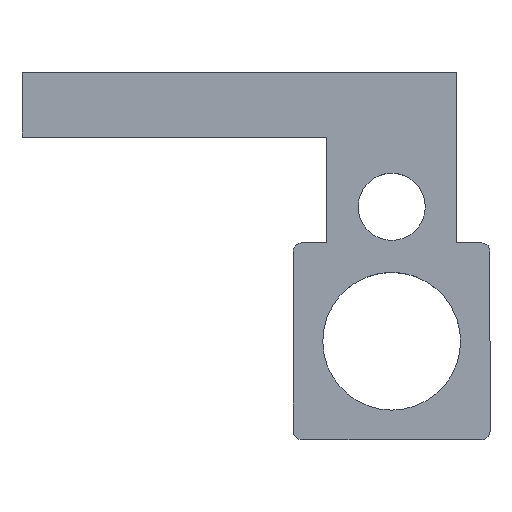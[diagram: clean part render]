
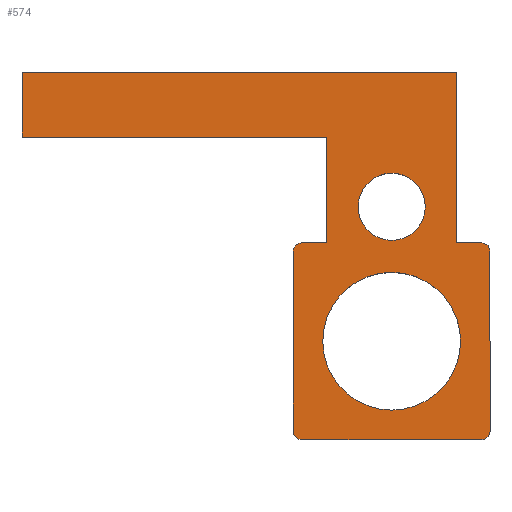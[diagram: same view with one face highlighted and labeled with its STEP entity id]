
A CAD part, top view. The second image highlights one B-rep face of the part: STEP entity #574.
In plain terms, the highlighted planar face has unit normal (0, 0, 1).
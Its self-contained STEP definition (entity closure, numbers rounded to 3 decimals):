
#3 = EDGE_CURVE ( 'NONE', #313, #225, #485, .T. ) ;
#11 = CARTESIAN_POINT ( 'NONE',  ( -5.35, 5.35, 4. ) ) ;
#15 = VERTEX_POINT ( 'NONE', #467 ) ;
#17 = LINE ( 'NONE', #718, #70 ) ;
#18 = AXIS2_PLACEMENT_3D ( 'NONE', #11, #452, #340 ) ;
#33 = VERTEX_POINT ( 'NONE', #50 ) ;
#42 = ORIENTED_EDGE ( 'NONE', *, *, #608, .F. ) ;
#44 = LINE ( 'NONE', #84, #202 ) ;
#45 = CARTESIAN_POINT ( 'NONE',  ( -22., 0., 4. ) ) ;
#50 = CARTESIAN_POINT ( 'NONE',  ( -5.35, 5.85, 4. ) ) ;
#58 = DIRECTION ( 'NONE',  ( 1., 0., 0. ) ) ;
#70 = VECTOR ( 'NONE', #110, 1000. ) ;
#71 = CARTESIAN_POINT ( 'NONE',  ( 0., 0., 4. ) ) ;
#72 = PLANE ( 'NONE',  #547 ) ;
#74 = EDGE_LOOP ( 'NONE', ( #560, #234 ) ) ;
#84 = CARTESIAN_POINT ( 'NONE',  ( 0., 5.85, 4. ) ) ;
#86 = CARTESIAN_POINT ( 'NONE',  ( 2., 8., 4. ) ) ;
#91 = CARTESIAN_POINT ( 'NONE',  ( -5.35, -5.85, 4. ) ) ;
#95 = CARTESIAN_POINT ( 'NONE',  ( 3.85, 16., 4. ) ) ;
#109 = EDGE_CURVE ( 'NONE', #721, #519, #251, .T. ) ;
#110 = DIRECTION ( 'NONE',  ( -1., 0., 0. ) ) ;
#123 = EDGE_LOOP ( 'NONE', ( #126, #311, #328, #513, #688, #130, #527, #265, #378, #42, #612, #354, #383, #542 ) ) ;
#124 = CARTESIAN_POINT ( 'NONE',  ( 5.85, 5.35, 4. ) ) ;
#126 = ORIENTED_EDGE ( 'NONE', *, *, #682, .F. ) ;
#130 = ORIENTED_EDGE ( 'NONE', *, *, #414, .T. ) ;
#133 = DIRECTION ( 'NONE',  ( 0., -1., 0. ) ) ;
#147 = DIRECTION ( 'NONE',  ( 0., 0., 1. ) ) ;
#148 = EDGE_CURVE ( 'NONE', #15, #410, #325, .T. ) ;
#150 = VECTOR ( 'NONE', #245, 1000. ) ;
#153 = DIRECTION ( 'NONE',  ( 0., 1., 0. ) ) ;
#154 = EDGE_CURVE ( 'NONE', #519, #721, #216, .T. ) ;
#161 = VERTEX_POINT ( 'NONE', #256 ) ;
#162 = VERTEX_POINT ( 'NONE', #196 ) ;
#163 = CARTESIAN_POINT ( 'NONE',  ( -3.85, 12.15, 4. ) ) ;
#167 = VECTOR ( 'NONE', #153, 1000. ) ;
#170 = CARTESIAN_POINT ( 'NONE',  ( 4.1, 0., 4. ) ) ;
#175 = EDGE_CURVE ( 'NONE', #377, #15, #617, .T. ) ;
#190 = AXIS2_PLACEMENT_3D ( 'NONE', #623, #564, #451 ) ;
#196 = CARTESIAN_POINT ( 'NONE',  ( -3.85, 5.85, 4. ) ) ;
#201 = VERTEX_POINT ( 'NONE', #91 ) ;
#202 = VECTOR ( 'NONE', #484, 1000. ) ;
#209 = DIRECTION ( 'NONE',  ( 0., 1., 0. ) ) ;
#212 = CARTESIAN_POINT ( 'NONE',  ( 0., 8., 4. ) ) ;
#214 = DIRECTION ( 'NONE',  ( 1., 0., 0. ) ) ;
#216 = CIRCLE ( 'NONE', #509, 4.1 ) ;
#219 = LINE ( 'NONE', #368, #395 ) ;
#225 = VERTEX_POINT ( 'NONE', #86 ) ;
#234 = ORIENTED_EDGE ( 'NONE', *, *, #435, .F. ) ;
#237 = CARTESIAN_POINT ( 'NONE',  ( 3.85, 5.85, 4. ) ) ;
#240 = VECTOR ( 'NONE', #209, 1000. ) ;
#245 = DIRECTION ( 'NONE',  ( -1., 0., 0. ) ) ;
#246 = LINE ( 'NONE', #475, #614 ) ;
#251 = CIRCLE ( 'NONE', #260, 4.1 ) ;
#256 = CARTESIAN_POINT ( 'NONE',  ( -5.85, -5.35, 4. ) ) ;
#257 = CARTESIAN_POINT ( 'NONE',  ( 0., 0., 4. ) ) ;
#260 = AXIS2_PLACEMENT_3D ( 'NONE', #318, #706, #432 ) ;
#261 = DIRECTION ( 'NONE',  ( 0., 0., 1. ) ) ;
#265 = ORIENTED_EDGE ( 'NONE', *, *, #279, .F. ) ;
#270 = CARTESIAN_POINT ( 'NONE',  ( 5.85, 0., 4. ) ) ;
#271 = DIRECTION ( 'NONE',  ( 0., 0., 1. ) ) ;
#279 = EDGE_CURVE ( 'NONE', #161, #418, #447, .T. ) ;
#289 = EDGE_CURVE ( 'NONE', #161, #201, #297, .T. ) ;
#297 = CIRCLE ( 'NONE', #352, 0.5 ) ;
#298 = DIRECTION ( 'NONE',  ( 0., 0., 1. ) ) ;
#309 = DIRECTION ( 'NONE',  ( 1., 0., 0. ) ) ;
#311 = ORIENTED_EDGE ( 'NONE', *, *, #677, .F. ) ;
#312 = CARTESIAN_POINT ( 'NONE',  ( 0., 12.15, 4. ) ) ;
#313 = VERTEX_POINT ( 'NONE', #506 ) ;
#314 = ORIENTED_EDGE ( 'NONE', *, *, #109, .F. ) ;
#317 = FACE_BOUND ( 'NONE', #74, .T. ) ;
#318 = CARTESIAN_POINT ( 'NONE',  ( 0., 0., 4. ) ) ;
#325 = LINE ( 'NONE', #45, #167 ) ;
#328 = ORIENTED_EDGE ( 'NONE', *, *, #148, .F. ) ;
#330 = LINE ( 'NONE', #518, #501 ) ;
#334 = EDGE_CURVE ( 'NONE', #611, #627, #516, .T. ) ;
#335 = VERTEX_POINT ( 'NONE', #95 ) ;
#340 = DIRECTION ( 'NONE',  ( 1., 0., 0. ) ) ;
#345 = VECTOR ( 'NONE', #415, 1000. ) ;
#348 = CIRCLE ( 'NONE', #190, 0.5 ) ;
#351 = DIRECTION ( 'NONE',  ( 0., 1., 0. ) ) ;
#352 = AXIS2_PLACEMENT_3D ( 'NONE', #389, #261, #214 ) ;
#354 = ORIENTED_EDGE ( 'NONE', *, *, #334, .T. ) ;
#368 = CARTESIAN_POINT ( 'NONE',  ( 3.85, 0., 4. ) ) ;
#372 = CARTESIAN_POINT ( 'NONE',  ( 0., 16., 4. ) ) ;
#377 = VERTEX_POINT ( 'NONE', #163 ) ;
#378 = ORIENTED_EDGE ( 'NONE', *, *, #289, .T. ) ;
#383 = ORIENTED_EDGE ( 'NONE', *, *, #417, .T. ) ;
#389 = CARTESIAN_POINT ( 'NONE',  ( -5.35, -5.35, 4. ) ) ;
#395 = VECTOR ( 'NONE', #133, 1000. ) ;
#399 = CARTESIAN_POINT ( 'NONE',  ( 0., 8., 4. ) ) ;
#410 = VERTEX_POINT ( 'NONE', #613 ) ;
#412 = DIRECTION ( 'NONE',  ( 1., 0., 0. ) ) ;
#414 = EDGE_CURVE ( 'NONE', #162, #33, #17, .T. ) ;
#415 = DIRECTION ( 'NONE',  ( 1., 0., 0. ) ) ;
#417 = EDGE_CURVE ( 'NONE', #627, #719, #348, .T. ) ;
#418 = VERTEX_POINT ( 'NONE', #709 ) ;
#422 = FACE_OUTER_BOUND ( 'NONE', #123, .T. ) ;
#423 = AXIS2_PLACEMENT_3D ( 'NONE', #522, #298, #524 ) ;
#430 = EDGE_LOOP ( 'NONE', ( #314, #504 ) ) ;
#432 = DIRECTION ( 'NONE',  ( 1., 0., 0. ) ) ;
#435 = EDGE_CURVE ( 'NONE', #225, #313, #472, .T. ) ;
#447 = LINE ( 'NONE', #604, #240 ) ;
#450 = DIRECTION ( 'NONE',  ( 0., 0., 1. ) ) ;
#451 = DIRECTION ( 'NONE',  ( 1., 0., 0. ) ) ;
#452 = DIRECTION ( 'NONE',  ( 0., 0., -1. ) ) ;
#467 = CARTESIAN_POINT ( 'NONE',  ( -22., 12.15, 4. ) ) ;
#472 = CIRCLE ( 'NONE', #668, 2. ) ;
#475 = CARTESIAN_POINT ( 'NONE',  ( 0., -5.85, 4. ) ) ;
#480 = LINE ( 'NONE', #372, #345 ) ;
#483 = CARTESIAN_POINT ( 'NONE',  ( 5.35, 5.85, 4. ) ) ;
#484 = DIRECTION ( 'NONE',  ( -1., 0., 0. ) ) ;
#485 = CIRCLE ( 'NONE', #500, 2. ) ;
#491 = CIRCLE ( 'NONE', #423, 0.5 ) ;
#500 = AXIS2_PLACEMENT_3D ( 'NONE', #212, #271, #665 ) ;
#501 = VECTOR ( 'NONE', #351, 1000. ) ;
#504 = ORIENTED_EDGE ( 'NONE', *, *, #154, .F. ) ;
#506 = CARTESIAN_POINT ( 'NONE',  ( -2., 8., 4. ) ) ;
#509 = AXIS2_PLACEMENT_3D ( 'NONE', #257, #147, #309 ) ;
#513 = ORIENTED_EDGE ( 'NONE', *, *, #175, .F. ) ;
#515 = EDGE_CURVE ( 'NONE', #162, #377, #330, .T. ) ;
#516 = LINE ( 'NONE', #270, #587 ) ;
#518 = CARTESIAN_POINT ( 'NONE',  ( -3.85, 0., 4. ) ) ;
#519 = VERTEX_POINT ( 'NONE', #170 ) ;
#522 = CARTESIAN_POINT ( 'NONE',  ( 5.35, -5.35, 4. ) ) ;
#524 = DIRECTION ( 'NONE',  ( 1., 0., 0. ) ) ;
#527 = ORIENTED_EDGE ( 'NONE', *, *, #532, .F. ) ;
#532 = EDGE_CURVE ( 'NONE', #418, #33, #714, .T. ) ;
#538 = CARTESIAN_POINT ( 'NONE',  ( -4.1, 0., 4. ) ) ;
#542 = ORIENTED_EDGE ( 'NONE', *, *, #693, .T. ) ;
#545 = EDGE_CURVE ( 'NONE', #584, #611, #491, .T. ) ;
#547 = AXIS2_PLACEMENT_3D ( 'NONE', #71, #687, #412 ) ;
#560 = ORIENTED_EDGE ( 'NONE', *, *, #3, .F. ) ;
#564 = DIRECTION ( 'NONE',  ( 0., 0., 1. ) ) ;
#573 = DIRECTION ( 'NONE',  ( -1., 0., 0. ) ) ;
#574 = ADVANCED_FACE ( 'NONE', ( #317, #422, #697 ), #72, .T. ) ;
#584 = VERTEX_POINT ( 'NONE', #685 ) ;
#587 = VECTOR ( 'NONE', #658, 1000. ) ;
#604 = CARTESIAN_POINT ( 'NONE',  ( -5.85, 0., 4. ) ) ;
#608 = EDGE_CURVE ( 'NONE', #584, #201, #246, .T. ) ;
#611 = VERTEX_POINT ( 'NONE', #626 ) ;
#612 = ORIENTED_EDGE ( 'NONE', *, *, #545, .T. ) ;
#613 = CARTESIAN_POINT ( 'NONE',  ( -22., 16., 4. ) ) ;
#614 = VECTOR ( 'NONE', #573, 1000. ) ;
#617 = LINE ( 'NONE', #312, #150 ) ;
#623 = CARTESIAN_POINT ( 'NONE',  ( 5.35, 5.35, 4. ) ) ;
#626 = CARTESIAN_POINT ( 'NONE',  ( 5.85, -5.35, 4. ) ) ;
#627 = VERTEX_POINT ( 'NONE', #124 ) ;
#646 = VERTEX_POINT ( 'NONE', #237 ) ;
#658 = DIRECTION ( 'NONE',  ( 0., 1., 0. ) ) ;
#665 = DIRECTION ( 'NONE',  ( 1., 0., 0. ) ) ;
#668 = AXIS2_PLACEMENT_3D ( 'NONE', #399, #450, #58 ) ;
#677 = EDGE_CURVE ( 'NONE', #410, #335, #480, .T. ) ;
#682 = EDGE_CURVE ( 'NONE', #335, #646, #219, .T. ) ;
#685 = CARTESIAN_POINT ( 'NONE',  ( 5.35, -5.85, 4. ) ) ;
#687 = DIRECTION ( 'NONE',  ( 0., 0., 1. ) ) ;
#688 = ORIENTED_EDGE ( 'NONE', *, *, #515, .F. ) ;
#693 = EDGE_CURVE ( 'NONE', #719, #646, #44, .T. ) ;
#697 = FACE_BOUND ( 'NONE', #430, .T. ) ;
#706 = DIRECTION ( 'NONE',  ( 0., 0., 1. ) ) ;
#709 = CARTESIAN_POINT ( 'NONE',  ( -5.85, 5.35, 4. ) ) ;
#714 = CIRCLE ( 'NONE', #18, 0.5 ) ;
#718 = CARTESIAN_POINT ( 'NONE',  ( 0., 5.85, 4. ) ) ;
#719 = VERTEX_POINT ( 'NONE', #483 ) ;
#721 = VERTEX_POINT ( 'NONE', #538 ) ;
